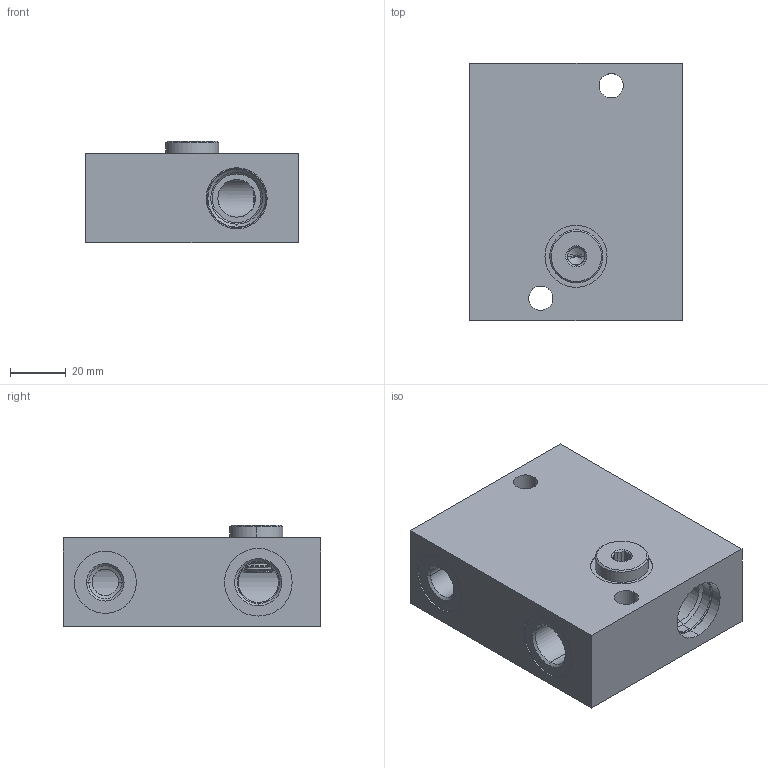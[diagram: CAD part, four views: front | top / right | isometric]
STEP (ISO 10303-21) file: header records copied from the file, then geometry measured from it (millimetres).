
FILE_DESCRIPTION (( 'STEP AP203' ), '1' );
FILE_NAME ('ML-60-PPC-11A3-13A2-G03AG-Z01.STEP', '2026-02-26T05:08:46', ( '' ), ( '' ), 'SwSTEP 2.0', 'SolidWorks 2018', '' );
FILE_SCHEMA (( 'CONFIG_CONTROL_DESIGN' ));
Length unit declared in the file: millimetre
Products named in the file (5): 4KE161101A001; 7DBG02A001; 6DBG02A001; ML-60-PPC-11A3-13A2-G03AG-Z01; 6EF060PPCG03A001_目錄
Assembly tree (4 placements, depth 3):
  ML-60-PPC-11A3-13A2-G03AG-Z01
    6EF060PPCG03A001_目錄
    7DBG02A001
      4KE161101A001
      6DBG02A001
Bounding box: 76 x 92.1 x 36.3 mm (x, y, z)
Volume: 172622.7 mm3; surface area: 37903.1 mm2
Topology: 3 solids, 3 shells, 153 faces, 367 edges, 226 vertices
Faces by surface type: cylinder 72, cone 42, plane 38, bspline 1
Entity records: 7483 total; most frequent: CARTESIAN_POINT 3415, DIRECTION 769, ORIENTED_EDGE 730, EDGE_CURVE 365, AXIS2_PLACEMENT_3D 307, VERTEX_POINT 226, EDGE_LOOP 179, VECTOR 155
